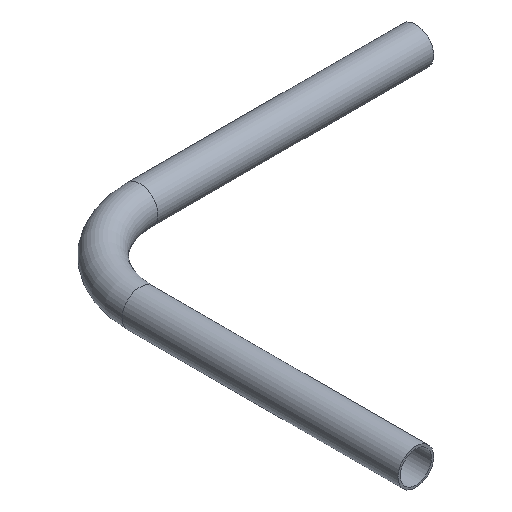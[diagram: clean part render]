
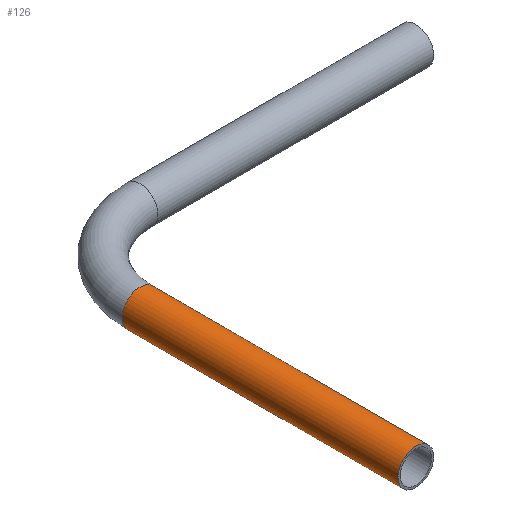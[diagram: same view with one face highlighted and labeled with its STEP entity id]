
A CAD part, isometric view. The second image highlights one B-rep face of the part: STEP entity #126.
In plain terms, the highlighted cylindrical face has radius 8 mm (diameter 16 mm), a full revolution.
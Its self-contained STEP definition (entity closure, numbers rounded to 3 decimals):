
#26=FACE_OUTER_BOUND('',#34,.T.);
#34=EDGE_LOOP('',(#109,#110,#111,#112));
#42=LINE('',#249,#46);
#46=VECTOR('',#211,8.);
#57=CIRCLE('',#167,8.);
#58=CIRCLE('',#169,8.);
#67=VERTEX_POINT('',#244);
#68=VERTEX_POINT('',#248);
#82=EDGE_CURVE('',#67,#67,#57,.T.);
#83=EDGE_CURVE('',#67,#68,#42,.T.);
#84=EDGE_CURVE('',#68,#68,#58,.T.);
#109=ORIENTED_EDGE('',*,*,#82,.F.);
#110=ORIENTED_EDGE('',*,*,#83,.T.);
#111=ORIENTED_EDGE('',*,*,#84,.T.);
#112=ORIENTED_EDGE('',*,*,#83,.F.);
#120=CYLINDRICAL_SURFACE('',#168,8.);
#126=ADVANCED_FACE('',(#26),#120,.T.);
#167=AXIS2_PLACEMENT_3D('',#246,#207,#208);
#168=AXIS2_PLACEMENT_3D('',#247,#209,#210);
#169=AXIS2_PLACEMENT_3D('',#250,#212,#213);
#207=DIRECTION('center_axis',(0.,1.,0.));
#208=DIRECTION('ref_axis',(-1.,0.,0.));
#209=DIRECTION('center_axis',(0.,1.,0.));
#210=DIRECTION('ref_axis',(-1.,0.,0.));
#211=DIRECTION('',(0.,-1.,0.));
#212=DIRECTION('center_axis',(0.,1.,0.));
#213=DIRECTION('ref_axis',(-1.,0.,0.));
#244=CARTESIAN_POINT('',(8.,123.3,0.));
#246=CARTESIAN_POINT('Origin',(0.,123.3,0.));
#247=CARTESIAN_POINT('Origin',(0.,0.,0.));
#248=CARTESIAN_POINT('',(8.,0.,0.));
#249=CARTESIAN_POINT('',(8.,0.,0.));
#250=CARTESIAN_POINT('Origin',(0.,0.,0.));
